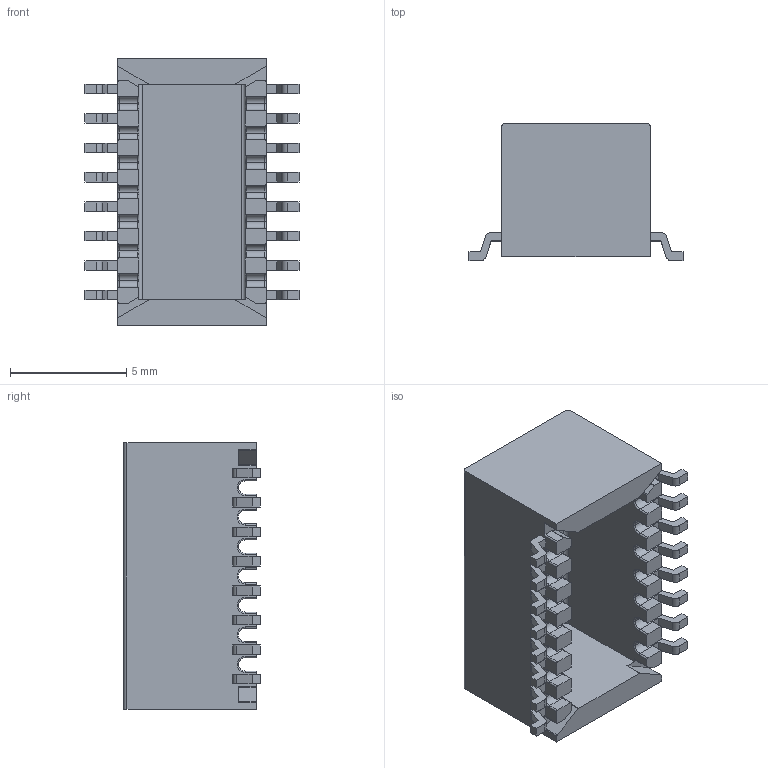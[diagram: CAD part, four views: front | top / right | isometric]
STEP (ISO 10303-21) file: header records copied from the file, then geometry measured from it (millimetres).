
FILE_DESCRIPTION (( 'STEP AP214' ), '1' );
FILE_NAME ('TOR_0592.STEP', '2019-02-01T15:01:38', ( '' ), ( '' ), 'SwSTEP 2.0', 'SolidWorks 2017', '' );
FILE_SCHEMA (( 'AUTOMOTIVE_DESIGN' ));
Length unit declared in the file: millimetre
Products named in the file (2): 250-0592_6C; TOR_0592
Assembly tree (1 placements, depth 2):
  TOR_0592
    250-0592_6C
Bounding box: 9.22 x 5.9 x 11.5 mm (x, y, z)
Volume: 208.1 mm3; surface area: 541.1 mm2
Topology: 1 solids, 1 shells, 415 faces, 1104 edges, 708 vertices
Faces by surface type: plane 217, cylinder 142, torus 56
Entity records: 15284 total; most frequent: CARTESIAN_POINT 2723, DIRECTION 2254, ORIENTED_EDGE 2208, EDGE_CURVE 1104, AXIS2_PLACEMENT_3D 759, LINE 736, VECTOR 736, VERTEX_POINT 708
